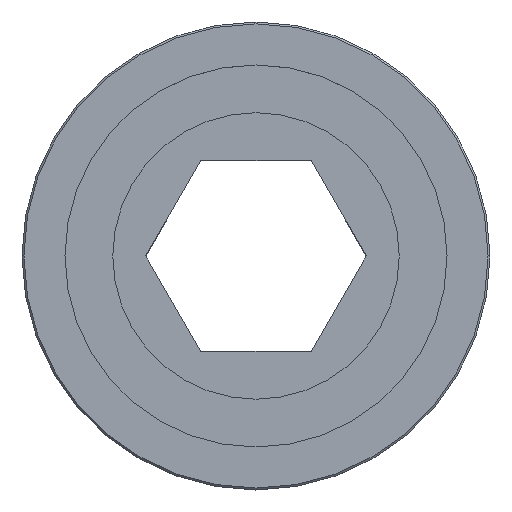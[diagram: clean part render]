
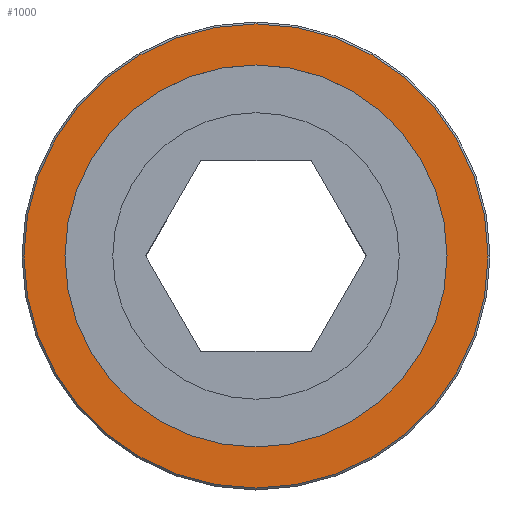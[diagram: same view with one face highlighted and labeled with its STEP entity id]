
A CAD part, top view. The second image highlights one B-rep face of the part: STEP entity #1000.
In plain terms, the highlighted planar face has unit normal (0, 0, 1).
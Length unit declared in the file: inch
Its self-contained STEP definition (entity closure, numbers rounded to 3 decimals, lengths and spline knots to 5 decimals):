
#4 = DIRECTION ( 'NONE',  ( -1., 0., 0. ) ) ;
#14 = VERTEX_POINT ( 'NONE', #169 ) ;
#17 = EDGE_CURVE ( 'NONE', #937, #14, #806, .T. ) ;
#32 = AXIS2_PLACEMENT_3D ( 'NONE', #518, #523, #441 ) ;
#44 = EDGE_LOOP ( 'NONE', ( #314, #233 ) ) ;
#82 = CIRCLE ( 'NONE', #32, 0.6075 ) ;
#118 = CARTESIAN_POINT ( 'NONE',  ( 0., 0., 0.1565 ) ) ;
#163 = CIRCLE ( 'NONE', #820, 0.5 ) ;
#169 = CARTESIAN_POINT ( 'NONE',  ( 0.6075, 0., 0.1565 ) ) ;
#222 = CIRCLE ( 'NONE', #353, 0.5 ) ;
#233 = ORIENTED_EDGE ( 'NONE', *, *, #698, .T. ) ;
#236 = DIRECTION ( 'NONE',  ( 0., 0., 1. ) ) ;
#289 = AXIS2_PLACEMENT_3D ( 'NONE', #853, #236, #4 ) ;
#314 = ORIENTED_EDGE ( 'NONE', *, *, #774, .T. ) ;
#345 = EDGE_CURVE ( 'NONE', #14, #937, #82, .T. ) ;
#347 = CARTESIAN_POINT ( 'NONE',  ( -0.6075, 0., 0.1565 ) ) ;
#353 = AXIS2_PLACEMENT_3D ( 'NONE', #118, #635, #558 ) ;
#365 = CARTESIAN_POINT ( 'NONE',  ( 0.5, 0., 0.1565 ) ) ;
#386 = FACE_BOUND ( 'NONE', #44, .T. ) ;
#425 = VERTEX_POINT ( 'NONE', #365 ) ;
#441 = DIRECTION ( 'NONE',  ( -1., 0., 0. ) ) ;
#452 = DIRECTION ( 'NONE',  ( -1., 0., 0. ) ) ;
#518 = CARTESIAN_POINT ( 'NONE',  ( 0., 0., 0.1565 ) ) ;
#523 = DIRECTION ( 'NONE',  ( 0., 0., 1. ) ) ;
#558 = DIRECTION ( 'NONE',  ( -1., 0., 0. ) ) ;
#635 = DIRECTION ( 'NONE',  ( 0., 0., -1. ) ) ;
#669 = DIRECTION ( 'NONE',  ( 0., 0., -1. ) ) ;
#698 = EDGE_CURVE ( 'NONE', #855, #425, #222, .T. ) ;
#729 = AXIS2_PLACEMENT_3D ( 'NONE', #925, #832, #452 ) ;
#747 = FACE_OUTER_BOUND ( 'NONE', #757, .T. ) ;
#757 = EDGE_LOOP ( 'NONE', ( #969, #795 ) ) ;
#774 = EDGE_CURVE ( 'NONE', #425, #855, #163, .T. ) ;
#795 = ORIENTED_EDGE ( 'NONE', *, *, #345, .T. ) ;
#806 = CIRCLE ( 'NONE', #289, 0.6075 ) ;
#820 = AXIS2_PLACEMENT_3D ( 'NONE', #981, #669, #903 ) ;
#832 = DIRECTION ( 'NONE',  ( 0., 0., -1. ) ) ;
#853 = CARTESIAN_POINT ( 'NONE',  ( 0., 0., 0.1565 ) ) ;
#855 = VERTEX_POINT ( 'NONE', #962 ) ;
#903 = DIRECTION ( 'NONE',  ( -1., 0., 0. ) ) ;
#925 = CARTESIAN_POINT ( 'NONE',  ( 0., 0.6125, 0.1565 ) ) ;
#937 = VERTEX_POINT ( 'NONE', #347 ) ;
#962 = CARTESIAN_POINT ( 'NONE',  ( -0.5, 0., 0.1565 ) ) ;
#969 = ORIENTED_EDGE ( 'NONE', *, *, #17, .T. ) ;
#981 = CARTESIAN_POINT ( 'NONE',  ( 0., 0., 0.1565 ) ) ;
#1000 = ADVANCED_FACE ( 'NONE', ( #747, #386 ), #1001, .F. ) ;
#1001 = PLANE ( 'NONE',  #729 ) ;
